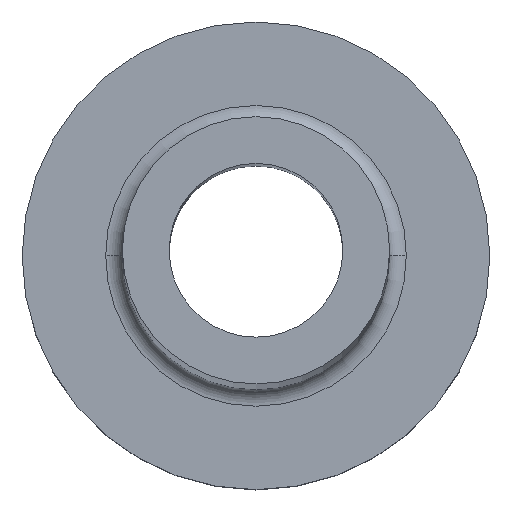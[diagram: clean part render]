
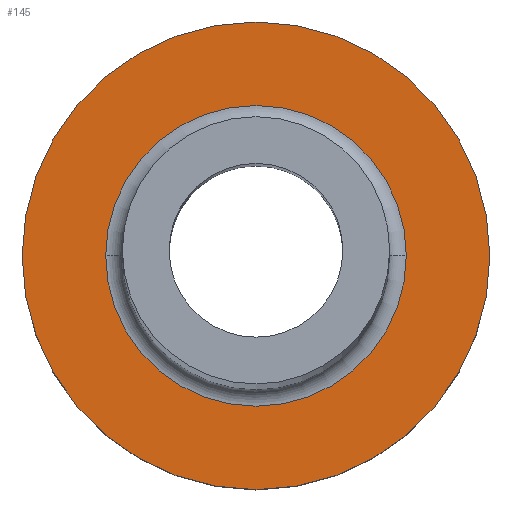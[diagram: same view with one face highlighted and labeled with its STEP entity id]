
A CAD part, top view. The second image highlights one B-rep face of the part: STEP entity #145.
In plain terms, the highlighted planar face has unit normal (0, 0, 1).
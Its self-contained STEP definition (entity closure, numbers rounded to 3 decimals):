
#10 = EDGE_CURVE ( 'NONE', #164, #160, #54, .T. ) ;
#11 = DIRECTION ( 'NONE',  ( 0., 0., -1. ) ) ;
#20 = DIRECTION ( 'NONE',  ( 1., 0., 0. ) ) ;
#21 = EDGE_CURVE ( 'NONE', #46, #262, #200, .T. ) ;
#26 = ORIENTED_EDGE ( 'NONE', *, *, #10, .T. ) ;
#34 = CARTESIAN_POINT ( 'NONE',  ( -7., 0., 5. ) ) ;
#39 = CIRCLE ( 'NONE', #346, 7. ) ;
#46 = VERTEX_POINT ( 'NONE', #306 ) ;
#54 = CIRCLE ( 'NONE', #238, 7. ) ;
#57 = CARTESIAN_POINT ( 'NONE',  ( 0., 0., 5. ) ) ;
#63 = AXIS2_PLACEMENT_3D ( 'NONE', #228, #11, #406 ) ;
#95 = AXIS2_PLACEMENT_3D ( 'NONE', #237, #430, #314 ) ;
#110 = DIRECTION ( 'NONE',  ( 0., 0., 1. ) ) ;
#113 = CARTESIAN_POINT ( 'NONE',  ( 7., 0., 5. ) ) ;
#126 = EDGE_LOOP ( 'NONE', ( #26, #326 ) ) ;
#145 = ADVANCED_FACE ( 'NONE', ( #185, #208 ), #247, .T. ) ;
#160 = VERTEX_POINT ( 'NONE', #113 ) ;
#164 = VERTEX_POINT ( 'NONE', #34 ) ;
#185 = FACE_BOUND ( 'NONE', #451, .T. ) ;
#197 = DIRECTION ( 'NONE',  ( 0., 0., -1. ) ) ;
#200 = CIRCLE ( 'NONE', #63, 4.5 ) ;
#202 = CIRCLE ( 'NONE', #240, 4.5 ) ;
#203 = CARTESIAN_POINT ( 'NONE',  ( 0., 0., 5. ) ) ;
#208 = FACE_OUTER_BOUND ( 'NONE', #126, .T. ) ;
#228 = CARTESIAN_POINT ( 'NONE',  ( 0., 0., 5. ) ) ;
#237 = CARTESIAN_POINT ( 'NONE',  ( 0., 0., 5. ) ) ;
#238 = AXIS2_PLACEMENT_3D ( 'NONE', #256, #301, #444 ) ;
#240 = AXIS2_PLACEMENT_3D ( 'NONE', #57, #197, #20 ) ;
#243 = DIRECTION ( 'NONE',  ( 1., 0., 0. ) ) ;
#247 = PLANE ( 'NONE',  #95 ) ;
#252 = ORIENTED_EDGE ( 'NONE', *, *, #380, .T. ) ;
#256 = CARTESIAN_POINT ( 'NONE',  ( 0., 0., 5. ) ) ;
#262 = VERTEX_POINT ( 'NONE', #365 ) ;
#301 = DIRECTION ( 'NONE',  ( 0., 0., 1. ) ) ;
#306 = CARTESIAN_POINT ( 'NONE',  ( 4.5, 0., 5. ) ) ;
#314 = DIRECTION ( 'NONE',  ( 1., 0., 0. ) ) ;
#321 = ORIENTED_EDGE ( 'NONE', *, *, #21, .T. ) ;
#326 = ORIENTED_EDGE ( 'NONE', *, *, #419, .T. ) ;
#346 = AXIS2_PLACEMENT_3D ( 'NONE', #203, #110, #243 ) ;
#365 = CARTESIAN_POINT ( 'NONE',  ( -4.5, 0., 5. ) ) ;
#380 = EDGE_CURVE ( 'NONE', #262, #46, #202, .T. ) ;
#406 = DIRECTION ( 'NONE',  ( 1., 0., 0. ) ) ;
#419 = EDGE_CURVE ( 'NONE', #160, #164, #39, .T. ) ;
#430 = DIRECTION ( 'NONE',  ( 0., 0., 1. ) ) ;
#444 = DIRECTION ( 'NONE',  ( 1., 0., 0. ) ) ;
#451 = EDGE_LOOP ( 'NONE', ( #321, #252 ) ) ;
